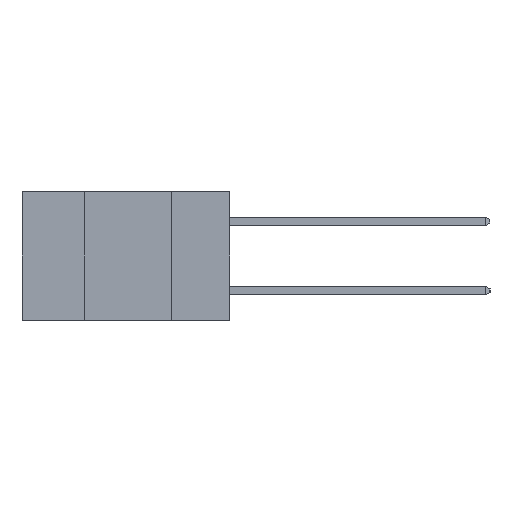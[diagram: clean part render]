
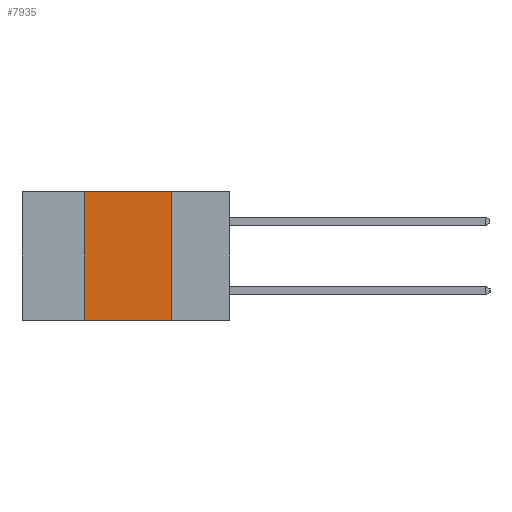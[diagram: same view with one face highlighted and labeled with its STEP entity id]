
A CAD part, left-side view. The second image highlights one B-rep face of the part: STEP entity #7935.
In plain terms, the highlighted planar face has unit normal (-1, 0, 0).
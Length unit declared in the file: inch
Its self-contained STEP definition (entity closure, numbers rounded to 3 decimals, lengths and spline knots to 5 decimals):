
#783 = CARTESIAN_POINT ( 'NONE',  ( 0., 0.6, 0. ) ) ;
#1035 = EDGE_CURVE ( 'NONE', #1115, #1443, #22406, .T. ) ;
#1115 = VERTEX_POINT ( 'NONE', #13950 ) ;
#1443 = VERTEX_POINT ( 'NONE', #4942 ) ;
#2159 = ORIENTED_EDGE ( 'NONE', *, *, #12635, .T. ) ;
#3108 = VECTOR ( 'NONE', #18858, 39.37008 ) ;
#3740 = LINE ( 'NONE', #11996, #23491 ) ;
#4148 = VERTEX_POINT ( 'NONE', #14252 ) ;
#4779 = AXIS2_PLACEMENT_3D ( 'NONE', #16648, #16555, #16501 ) ;
#4929 = VECTOR ( 'NONE', #7956, 39.37008 ) ;
#4942 = CARTESIAN_POINT ( 'NONE',  ( 0., 0.17, 0. ) ) ;
#6116 = DIRECTION ( 'NONE',  ( 0., -1., 0. ) ) ;
#7935 = ADVANCED_FACE ( 'NONE', ( #8684 ), #16750, .F. ) ;
#7956 = DIRECTION ( 'NONE',  ( 0., 0., -1. ) ) ;
#8684 = FACE_OUTER_BOUND ( 'NONE', #12877, .T. ) ;
#10128 = LINE ( 'NONE', #15746, #4929 ) ;
#11891 = EDGE_CURVE ( 'NONE', #1443, #4148, #10128, .T. ) ;
#11996 = CARTESIAN_POINT ( 'NONE',  ( 0., 0.6, -0.37 ) ) ;
#12380 = VECTOR ( 'NONE', #15312, 39.37008 ) ;
#12451 = ORIENTED_EDGE ( 'NONE', *, *, #19313, .F. ) ;
#12635 = EDGE_CURVE ( 'NONE', #23870, #4148, #3740, .T. ) ;
#12877 = EDGE_LOOP ( 'NONE', ( #23051, #13069, #12451, #2159 ) ) ;
#13069 = ORIENTED_EDGE ( 'NONE', *, *, #1035, .F. ) ;
#13149 = CARTESIAN_POINT ( 'NONE',  ( 0., 0.42, -0.37 ) ) ;
#13950 = CARTESIAN_POINT ( 'NONE',  ( 0., 0.42, 0. ) ) ;
#14252 = CARTESIAN_POINT ( 'NONE',  ( 0., 0.17, -0.37 ) ) ;
#14609 = CARTESIAN_POINT ( 'NONE',  ( 0., 0.42, -0.37 ) ) ;
#15312 = DIRECTION ( 'NONE',  ( 0., -1., 0. ) ) ;
#15746 = CARTESIAN_POINT ( 'NONE',  ( 0., 0.17, -0.37 ) ) ;
#16501 = DIRECTION ( 'NONE',  ( 0., 0., -1. ) ) ;
#16555 = DIRECTION ( 'NONE',  ( 1., 0., 0. ) ) ;
#16648 = CARTESIAN_POINT ( 'NONE',  ( 0., 0.6, 0. ) ) ;
#16750 = PLANE ( 'NONE',  #4779 ) ;
#18858 = DIRECTION ( 'NONE',  ( 0., 0., 1. ) ) ;
#19077 = LINE ( 'NONE', #13149, #3108 ) ;
#19313 = EDGE_CURVE ( 'NONE', #23870, #1115, #19077, .T. ) ;
#22406 = LINE ( 'NONE', #783, #12380 ) ;
#23051 = ORIENTED_EDGE ( 'NONE', *, *, #11891, .F. ) ;
#23491 = VECTOR ( 'NONE', #6116, 39.37008 ) ;
#23870 = VERTEX_POINT ( 'NONE', #14609 ) ;
